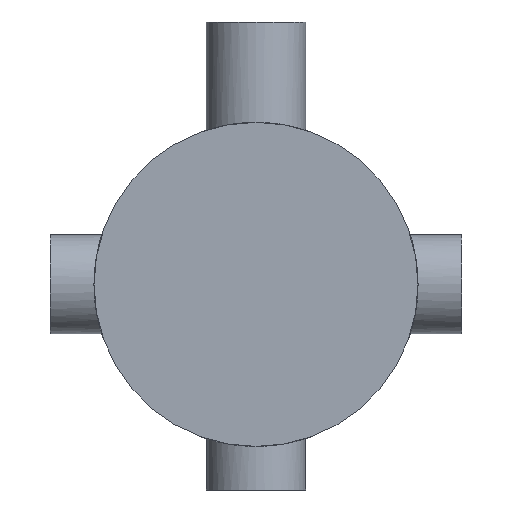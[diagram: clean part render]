
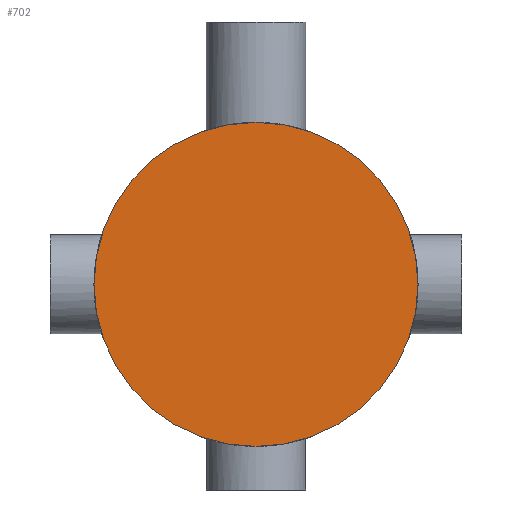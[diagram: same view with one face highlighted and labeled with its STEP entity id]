
A CAD part, front view. The second image highlights one B-rep face of the part: STEP entity #702.
In plain terms, the highlighted planar face has unit normal (0, -1, 0).
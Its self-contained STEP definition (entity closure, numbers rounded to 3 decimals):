
#60 = DIRECTION ( 'NONE',  ( 0., 0., -1. ) ) ;
#579 = EDGE_CURVE ( 'NONE', #6335, #5217, #972, .T. ) ;
#702 = ADVANCED_FACE ( 'NONE', ( #3826 ), #2364, .T. ) ;
#972 = CIRCLE ( 'NONE', #4384, 52.8 ) ;
#1607 = CARTESIAN_POINT ( 'NONE',  ( 0., -2., 0. ) ) ;
#1740 = CARTESIAN_POINT ( 'NONE',  ( 0., -2., 0. ) ) ;
#2364 = PLANE ( 'NONE',  #4915 ) ;
#2407 = AXIS2_PLACEMENT_3D ( 'NONE', #2512, #2574, #60 ) ;
#2512 = CARTESIAN_POINT ( 'NONE',  ( 0., -2., 0. ) ) ;
#2574 = DIRECTION ( 'NONE',  ( 0., -1., 0. ) ) ;
#2669 = DIRECTION ( 'NONE',  ( 0., 0., -1. ) ) ;
#3034 = CIRCLE ( 'NONE', #2407, 52.8 ) ;
#3424 = ORIENTED_EDGE ( 'NONE', *, *, #579, .T. ) ;
#3626 = DIRECTION ( 'NONE',  ( 0., -1., 0. ) ) ;
#3826 = FACE_OUTER_BOUND ( 'NONE', #5281, .T. ) ;
#4384 = AXIS2_PLACEMENT_3D ( 'NONE', #1607, #3626, #2669 ) ;
#4796 = DIRECTION ( 'NONE',  ( 0., 0., -1. ) ) ;
#4915 = AXIS2_PLACEMENT_3D ( 'NONE', #1740, #6286, #4796 ) ;
#5217 = VERTEX_POINT ( 'NONE', #6131 ) ;
#5281 = EDGE_LOOP ( 'NONE', ( #3424, #5711 ) ) ;
#5711 = ORIENTED_EDGE ( 'NONE', *, *, #6486, .T. ) ;
#5712 = CARTESIAN_POINT ( 'NONE',  ( 0., -2., 52.8 ) ) ;
#6131 = CARTESIAN_POINT ( 'NONE',  ( 0., -2., -52.8 ) ) ;
#6286 = DIRECTION ( 'NONE',  ( 0., -1., 0. ) ) ;
#6335 = VERTEX_POINT ( 'NONE', #5712 ) ;
#6486 = EDGE_CURVE ( 'NONE', #5217, #6335, #3034, .T. ) ;
